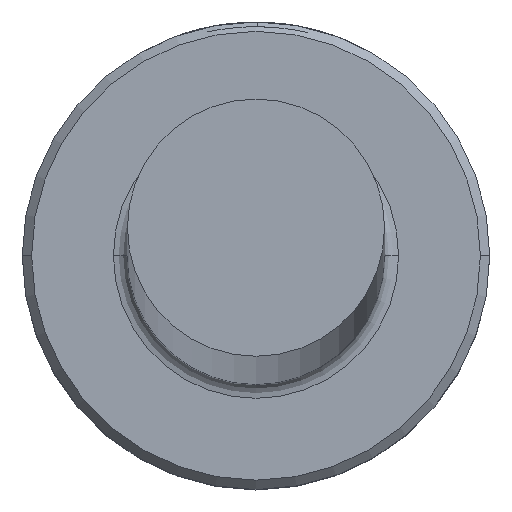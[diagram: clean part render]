
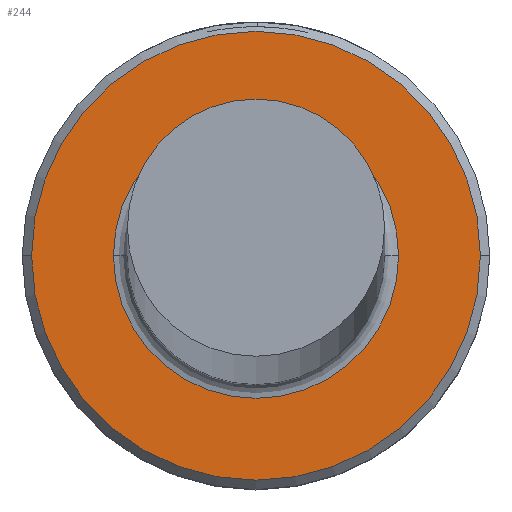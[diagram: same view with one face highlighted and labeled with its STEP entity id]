
A CAD part, top view. The second image highlights one B-rep face of the part: STEP entity #244.
In plain terms, the highlighted planar face has unit normal (0, 0, 1).
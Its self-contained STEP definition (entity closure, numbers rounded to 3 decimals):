
#6 = DIRECTION ( 'NONE',  ( 0., 0., 1. ) ) ;
#55 = CARTESIAN_POINT ( 'NONE',  ( 0., 0., 6. ) ) ;
#61 = CIRCLE ( 'NONE', #698, 4.8 ) ;
#83 = DIRECTION ( 'NONE',  ( 1., 0., 0. ) ) ;
#95 = CARTESIAN_POINT ( 'NONE',  ( 0., 0., 6. ) ) ;
#129 = AXIS2_PLACEMENT_3D ( 'NONE', #95, #735, #193 ) ;
#139 = FACE_BOUND ( 'NONE', #635, .T. ) ;
#151 = CIRCLE ( 'NONE', #923, 4.8 ) ;
#158 = FACE_OUTER_BOUND ( 'NONE', #510, .T. ) ;
#193 = DIRECTION ( 'NONE',  ( -1., 0., 0. ) ) ;
#223 = PLANE ( 'NONE',  #869 ) ;
#226 = DIRECTION ( 'NONE',  ( 0., 0., 1. ) ) ;
#239 = CIRCLE ( 'NONE', #129, 3.05 ) ;
#244 = ADVANCED_FACE ( 'NONE', ( #158, #139 ), #223, .T. ) ;
#249 = EDGE_CURVE ( 'NONE', #604, #749, #151, .T. ) ;
#303 = ORIENTED_EDGE ( 'NONE', *, *, #979, .T. ) ;
#327 = CIRCLE ( 'NONE', #918, 3.05 ) ;
#435 = DIRECTION ( 'NONE',  ( 1., 0., 0. ) ) ;
#436 = ORIENTED_EDGE ( 'NONE', *, *, #914, .T. ) ;
#457 = DIRECTION ( 'NONE',  ( 0., 0., -1. ) ) ;
#505 = ORIENTED_EDGE ( 'NONE', *, *, #249, .T. ) ;
#510 = EDGE_LOOP ( 'NONE', ( #812, #505 ) ) ;
#604 = VERTEX_POINT ( 'NONE', #657 ) ;
#635 = EDGE_LOOP ( 'NONE', ( #303, #436 ) ) ;
#638 = DIRECTION ( 'NONE',  ( 0., 0., 1. ) ) ;
#655 = CARTESIAN_POINT ( 'NONE',  ( -3.05, 0., 6. ) ) ;
#657 = CARTESIAN_POINT ( 'NONE',  ( 4.8, 0., 6. ) ) ;
#683 = CARTESIAN_POINT ( 'NONE',  ( -4.8, 0., 6. ) ) ;
#698 = AXIS2_PLACEMENT_3D ( 'NONE', #762, #226, #846 ) ;
#702 = EDGE_CURVE ( 'NONE', #749, #604, #61, .T. ) ;
#735 = DIRECTION ( 'NONE',  ( 0., 0., -1. ) ) ;
#749 = VERTEX_POINT ( 'NONE', #683 ) ;
#762 = CARTESIAN_POINT ( 'NONE',  ( 0., 0., 6. ) ) ;
#812 = ORIENTED_EDGE ( 'NONE', *, *, #702, .T. ) ;
#846 = DIRECTION ( 'NONE',  ( 1., 0., 0. ) ) ;
#869 = AXIS2_PLACEMENT_3D ( 'NONE', #55, #6, #435 ) ;
#914 = EDGE_CURVE ( 'NONE', #969, #1018, #327, .T. ) ;
#918 = AXIS2_PLACEMENT_3D ( 'NONE', #963, #457, #1059 ) ;
#923 = AXIS2_PLACEMENT_3D ( 'NONE', #1151, #638, #83 ) ;
#963 = CARTESIAN_POINT ( 'NONE',  ( 0., 0., 6. ) ) ;
#969 = VERTEX_POINT ( 'NONE', #1065 ) ;
#979 = EDGE_CURVE ( 'NONE', #1018, #969, #239, .T. ) ;
#1018 = VERTEX_POINT ( 'NONE', #655 ) ;
#1059 = DIRECTION ( 'NONE',  ( -1., 0., 0. ) ) ;
#1065 = CARTESIAN_POINT ( 'NONE',  ( 3.05, 0., 6. ) ) ;
#1151 = CARTESIAN_POINT ( 'NONE',  ( 0., 0., 6. ) ) ;
